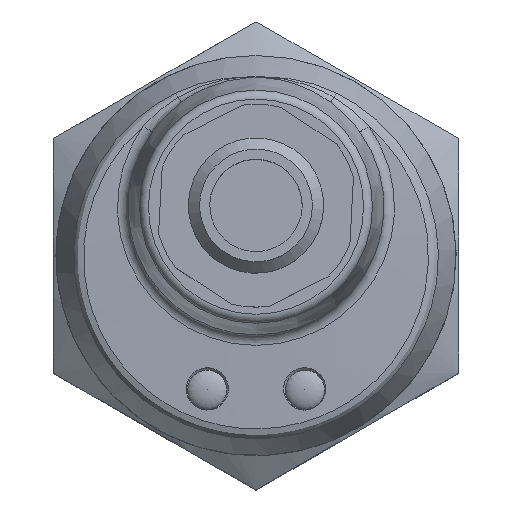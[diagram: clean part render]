
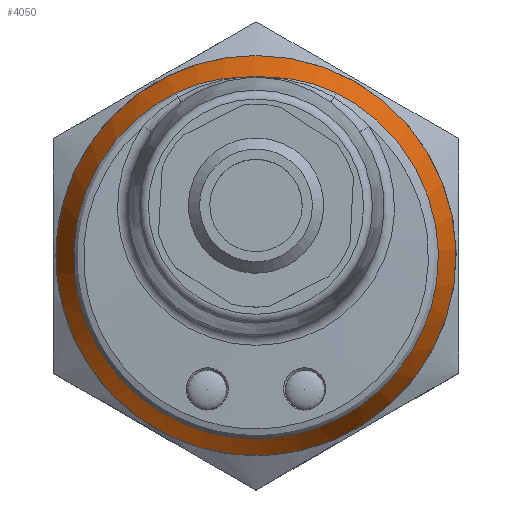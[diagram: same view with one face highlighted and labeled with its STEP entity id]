
A CAD part, top view. The second image highlights one B-rep face of the part: STEP entity #4050.
In plain terms, the highlighted conical face has half-angle 23 degrees and reference radius 15.817 mm.
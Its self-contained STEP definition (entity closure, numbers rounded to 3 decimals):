
#159=CONICAL_SURFACE('',#4308,15.817,0.401);
#233=CIRCLE('',#4309,17.75);
#774=ORIENTED_EDGE('',*,*,#1369,.T.);
#775=ORIENTED_EDGE('',*,*,#1370,.T.);
#776=ORIENTED_EDGE('',*,*,#1371,.F.);
#777=ORIENTED_EDGE('',*,*,#1372,.T.);
#778=ORIENTED_EDGE('',*,*,#1373,.T.);
#1369=EDGE_CURVE('',#1685,#1686,#1889,.T.);
#1370=EDGE_CURVE('',#1686,#1687,#1890,.T.);
#1371=EDGE_CURVE('',#1688,#1687,#1891,.F.);
#1372=EDGE_CURVE('',#1688,#1685,#1892,.T.);
#1373=EDGE_CURVE('',#1689,#1689,#233,.T.);
#1685=VERTEX_POINT('',#5886);
#1686=VERTEX_POINT('',#5887);
#1687=VERTEX_POINT('',#5892);
#1688=VERTEX_POINT('',#5904);
#1689=VERTEX_POINT('',#5981);
#1889=B_SPLINE_CURVE_WITH_KNOTS('',3,(#5875,#5876,#5877,#5878,#5879,#5880,
#5881,#5882,#5883,#5884,#5885),.UNSPECIFIED.,.F.,.F.,(4,1,1,1,1,1,1,1,4),
(0.,0.25,0.375,0.438,0.5,0.563,0.625,0.75,1.),.UNSPECIFIED.);
#1890=B_SPLINE_CURVE_WITH_KNOTS('',3,(#5888,#5889,#5890,#5891),
 .UNSPECIFIED.,.F.,.F.,(4,4),(0.,1.),.UNSPECIFIED.);
#1891=B_SPLINE_CURVE_WITH_KNOTS('',3,(#5893,#5894,#5895,#5896,#5897,#5898,
#5899,#5900,#5901,#5902,#5903),.UNSPECIFIED.,.F.,.F.,(4,1,1,1,1,1,1,1,4),
(0.,0.25,0.375,0.438,0.5,0.563,0.625,0.75,1.),.UNSPECIFIED.);
#1892=B_SPLINE_CURVE_WITH_KNOTS('',3,(#5905,#5906,#5907,#5908,#5909,#5910,
#5911,#5912,#5913,#5914,#5915,#5916,#5917,#5918,#5919,#5920,#5921,#5922,
#5923,#5924,#5925,#5926,#5927,#5928,#5929,#5930,#5931,#5932,#5933,#5934,
#5935,#5936,#5937,#5938,#5939,#5940,#5941,#5942,#5943,#5944,#5945,#5946,
#5947,#5948,#5949,#5950,#5951,#5952,#5953,#5954,#5955,#5956,#5957,#5958,
#5959,#5960,#5961,#5962,#5963,#5964,#5965,#5966,#5967,#5968,#5969,#5970,
#5971,#5972,#5973,#5974,#5975,#5976,#5977,#5978,#5979),.UNSPECIFIED.,.F.,
 .F.,(4,1,1,1,1,1,1,1,1,1,1,1,1,1,1,1,1,1,1,1,1,1,1,1,1,1,1,1,1,1,1,1,1,
1,1,1,1,1,1,1,1,1,1,1,1,1,1,1,1,1,1,1,1,1,1,1,1,1,1,1,1,1,1,1,1,1,1,1,1,
1,1,1,4),(0.,0.031,0.063,0.078,0.094,0.102,0.109,0.117,
0.121,0.123,0.125,0.127,0.129,0.133,0.137,
0.141,0.148,0.156,0.172,0.188,0.203,0.219,0.227,0.234,
0.238,0.242,0.246,0.248,0.25,0.251,0.252,
0.254,0.258,0.262,0.266,0.273,0.281,0.297,0.313,
0.328,0.344,0.375,0.406,0.438,0.469,0.484,0.492,0.5,0.508,
0.516,0.531,0.563,0.625,0.656,0.688,0.719,0.734,0.742,
0.75,0.758,0.766,0.781,0.797,0.813,0.844,0.859,0.875,
0.883,0.891,0.906,0.938,0.969,1.),.UNSPECIFIED.);
#1997=EDGE_LOOP('',(#774,#775,#776,#777));
#1998=EDGE_LOOP('',(#778));
#2303=FACE_BOUND('',#1997,.T.);
#2304=FACE_BOUND('',#1998,.T.);
#4050=ADVANCED_FACE('',(#2303,#2304),#159,.T.);
#4308=AXIS2_PLACEMENT_3D('',#5874,#4825,#4826);
#4309=AXIS2_PLACEMENT_3D('',#5980,#4827,#4828);
#4825=DIRECTION('',(0.,0.,-1.));
#4826=DIRECTION('',(0.,-1.,0.));
#4827=DIRECTION('',(0.,0.,1.));
#4828=DIRECTION('',(0.,1.,0.));
#5874=CARTESIAN_POINT('',(0.,0.,32.341));
#5875=CARTESIAN_POINT('',(-7.135,14.405,31.733));
#5876=CARTESIAN_POINT('',(-6.659,14.639,31.737));
#5877=CARTESIAN_POINT('',(-5.904,14.958,31.76));
#5878=CARTESIAN_POINT('',(-4.952,15.26,31.817));
#5879=CARTESIAN_POINT('',(-4.399,15.409,31.856));
#5880=CARTESIAN_POINT('',(-3.95,15.514,31.892));
#5881=CARTESIAN_POINT('',(-3.593,15.587,31.924));
#5882=CARTESIAN_POINT('',(-3.066,15.68,31.973));
#5883=CARTESIAN_POINT('',(-2.122,15.806,32.07));
#5884=CARTESIAN_POINT('',(-1.245,15.85,32.176));
#5885=CARTESIAN_POINT('',(-0.639,15.84,32.255));
#5886=CARTESIAN_POINT('',(-7.135,14.405,31.733));
#5887=CARTESIAN_POINT('',(-0.639,15.84,32.255));
#5888=CARTESIAN_POINT('',(-0.639,15.84,32.255));
#5889=CARTESIAN_POINT('',(-0.213,15.868,32.23));
#5890=CARTESIAN_POINT('',(0.214,15.868,32.23));
#5891=CARTESIAN_POINT('',(0.639,15.84,32.255));
#5892=CARTESIAN_POINT('',(0.639,15.84,32.255));
#5893=CARTESIAN_POINT('',(0.639,15.84,32.255));
#5894=CARTESIAN_POINT('',(1.246,15.85,32.176));
#5895=CARTESIAN_POINT('',(2.123,15.806,32.07));
#5896=CARTESIAN_POINT('',(3.067,15.68,31.973));
#5897=CARTESIAN_POINT('',(3.594,15.586,31.924));
#5898=CARTESIAN_POINT('',(3.95,15.514,31.892));
#5899=CARTESIAN_POINT('',(4.4,15.409,31.856));
#5900=CARTESIAN_POINT('',(4.953,15.26,31.817));
#5901=CARTESIAN_POINT('',(5.905,14.957,31.76));
#5902=CARTESIAN_POINT('',(6.659,14.638,31.737));
#5903=CARTESIAN_POINT('',(7.136,14.404,31.733));
#5904=CARTESIAN_POINT('',(7.136,14.404,31.733));
#5905=CARTESIAN_POINT('',(7.136,14.404,31.733));
#5906=CARTESIAN_POINT('',(7.686,14.134,31.728));
#5907=CARTESIAN_POINT('',(8.888,13.468,31.715));
#5908=CARTESIAN_POINT('',(10.549,12.213,31.691));
#5909=CARTESIAN_POINT('',(11.888,10.894,31.668));
#5910=CARTESIAN_POINT('',(12.706,9.928,31.651));
#5911=CARTESIAN_POINT('',(13.333,9.064,31.637));
#5912=CARTESIAN_POINT('',(13.784,8.373,31.626));
#5913=CARTESIAN_POINT('',(14.143,7.753,31.617));
#5914=CARTESIAN_POINT('',(14.378,7.308,31.61));
#5915=CARTESIAN_POINT('',(14.515,7.033,31.605));
#5916=CARTESIAN_POINT('',(14.596,6.868,31.603));
#5917=CARTESIAN_POINT('',(14.754,6.528,31.598));
#5918=CARTESIAN_POINT('',(14.924,6.139,31.592));
#5919=CARTESIAN_POINT('',(15.126,5.638,31.584));
#5920=CARTESIAN_POINT('',(15.334,5.055,31.576));
#5921=CARTESIAN_POINT('',(15.574,4.292,31.565));
#5922=CARTESIAN_POINT('',(15.808,3.373,31.551));
#5923=CARTESIAN_POINT('',(16.063,1.99,31.532));
#5924=CARTESIAN_POINT('',(16.193,0.444,31.51));
#5925=CARTESIAN_POINT('',(16.161,-1.082,31.489));
#5926=CARTESIAN_POINT('',(16.037,-2.266,31.473));
#5927=CARTESIAN_POINT('',(15.917,-2.969,31.463));
#5928=CARTESIAN_POINT('',(15.839,-3.364,31.458));
#5929=CARTESIAN_POINT('',(15.801,-3.543,31.455));
#5930=CARTESIAN_POINT('',(15.779,-3.643,31.454));
#5931=CARTESIAN_POINT('',(15.765,-3.703,31.453));
#5932=CARTESIAN_POINT('',(15.762,-3.717,31.453));
#5933=CARTESIAN_POINT('',(15.752,-3.76,31.452));
#5934=CARTESIAN_POINT('',(15.768,-3.689,31.453));
#5935=CARTESIAN_POINT('',(15.732,-3.843,31.451));
#5936=CARTESIAN_POINT('',(15.704,-3.961,31.449));
#5937=CARTESIAN_POINT('',(15.648,-4.183,31.447));
#5938=CARTESIAN_POINT('',(15.565,-4.489,31.443));
#5939=CARTESIAN_POINT('',(15.457,-4.856,31.438));
#5940=CARTESIAN_POINT('',(15.301,-5.339,31.432));
#5941=CARTESIAN_POINT('',(15.087,-5.933,31.425));
#5942=CARTESIAN_POINT('',(14.703,-6.858,31.414));
#5943=CARTESIAN_POINT('',(14.15,-7.967,31.4));
#5944=CARTESIAN_POINT('',(13.38,-9.211,31.386));
#5945=CARTESIAN_POINT('',(12.516,-10.363,31.372));
#5946=CARTESIAN_POINT('',(11.253,-11.768,31.355));
#5947=CARTESIAN_POINT('',(9.499,-13.269,31.338));
#5948=CARTESIAN_POINT('',(7.203,-14.644,31.322));
#5949=CARTESIAN_POINT('',(4.806,-15.596,31.31));
#5950=CARTESIAN_POINT('',(2.784,-16.052,31.305));
#5951=CARTESIAN_POINT('',(1.393,-16.206,31.303));
#5952=CARTESIAN_POINT('',(0.595,-16.25,31.303));
#5953=CARTESIAN_POINT('',(0.035,-16.261,31.303));
#5954=CARTESIAN_POINT('',(-0.645,-16.249,31.303));
#5955=CARTESIAN_POINT('',(-1.511,-16.197,31.304));
#5956=CARTESIAN_POINT('',(-3.043,-16.011,31.306));
#5957=CARTESIAN_POINT('',(-6.054,-15.265,31.315));
#5958=CARTESIAN_POINT('',(-9.266,-13.558,31.334));
#5959=CARTESIAN_POINT('',(-11.954,-11.095,31.362));
#5960=CARTESIAN_POINT('',(-13.646,-8.915,31.387));
#5961=CARTESIAN_POINT('',(-14.734,-6.873,31.412));
#5962=CARTESIAN_POINT('',(-15.309,-5.343,31.431));
#5963=CARTESIAN_POINT('',(-15.577,-4.462,31.443));
#5964=CARTESIAN_POINT('',(-15.759,-3.749,31.452));
#5965=CARTESIAN_POINT('',(-15.877,-3.191,31.46));
#5966=CARTESIAN_POINT('',(-16.021,-2.372,31.47));
#5967=CARTESIAN_POINT('',(-16.142,-1.334,31.484));
#5968=CARTESIAN_POINT('',(-16.191,-0.034,31.502));
#5969=CARTESIAN_POINT('',(-16.112,1.748,31.527));
#5970=CARTESIAN_POINT('',(-15.801,3.583,31.553));
#5971=CARTESIAN_POINT('',(-15.216,5.445,31.58));
#5972=CARTESIAN_POINT('',(-14.753,6.563,31.598));
#5973=CARTESIAN_POINT('',(-14.268,7.529,31.614));
#5974=CARTESIAN_POINT('',(-13.756,8.43,31.628));
#5975=CARTESIAN_POINT('',(-12.774,9.903,31.652));
#5976=CARTESIAN_POINT('',(-11.192,11.674,31.683));
#5977=CARTESIAN_POINT('',(-9.16,13.298,31.712));
#5978=CARTESIAN_POINT('',(-7.8,14.078,31.727));
#5979=CARTESIAN_POINT('',(-7.135,14.405,31.733));
#5980=CARTESIAN_POINT('',(0.,0.,27.787));
#5981=CARTESIAN_POINT('',(0.,17.75,27.787));
